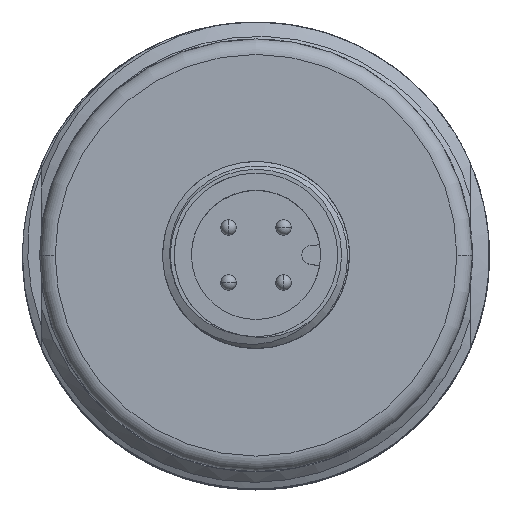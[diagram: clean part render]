
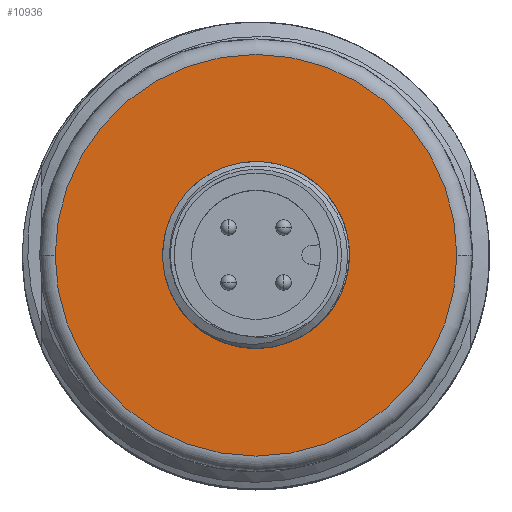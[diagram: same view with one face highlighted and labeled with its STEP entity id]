
A CAD part, top view. The second image highlights one B-rep face of the part: STEP entity #10936.
In plain terms, the highlighted planar face has unit normal (0, 0, 1).
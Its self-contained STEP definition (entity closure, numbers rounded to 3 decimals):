
#4239=CARTESIAN_POINT('',(0.,0.,44.));
#4240=DIRECTION('',(0.,0.,1.));
#4241=DIRECTION('',(1.,0.,0.));
#4242=AXIS2_PLACEMENT_3D('',#4239,#4240,#4241);
#4244=CARTESIAN_POINT('',(0.,0.,44.));
#4245=DIRECTION('',(0.,0.,1.));
#4246=DIRECTION('',(-1.,0.,0.));
#4247=AXIS2_PLACEMENT_3D('',#4244,#4245,#4246);
#4249=CARTESIAN_POINT('',(0.,0.,44.));
#4250=DIRECTION('',(0.,0.,1.));
#4251=DIRECTION('',(0.,-1.,0.));
#4252=AXIS2_PLACEMENT_3D('',#4249,#4250,#4251);
#4254=CARTESIAN_POINT('',(0.,0.,44.));
#4255=DIRECTION('',(0.,0.,1.));
#4256=DIRECTION('',(0.,1.,0.));
#4257=AXIS2_PLACEMENT_3D('',#4254,#4255,#4256);
#5832=CARTESIAN_POINT('',(12.9,0.,44.));
#5833=CARTESIAN_POINT('',(-12.9,0.,44.));
#5834=VERTEX_POINT('',#5832);
#5835=VERTEX_POINT('',#5833);
#5840=CARTESIAN_POINT('',(0.,-5.3,44.));
#5841=CARTESIAN_POINT('',(0.,5.3,44.));
#5842=VERTEX_POINT('',#5840);
#5843=VERTEX_POINT('',#5841);
#10920=CARTESIAN_POINT('',(0.,0.,44.));
#10921=DIRECTION('',(0.,0.,1.));
#10922=DIRECTION('',(1.,0.,0.));
#10923=AXIS2_PLACEMENT_3D('',#10920,#10921,#10922);
#10924=PLANE('',#10923);
#10926=ORIENTED_EDGE('',*,*,#10925,.F.);
#10927=ORIENTED_EDGE('',*,*,#10910,.F.);
#10928=EDGE_LOOP('',(#10926,#10927));
#10929=FACE_OUTER_BOUND('',#10928,.F.);
#10931=ORIENTED_EDGE('',*,*,#10930,.T.);
#10933=ORIENTED_EDGE('',*,*,#10932,.T.);
#10934=EDGE_LOOP('',(#10931,#10933));
#10935=FACE_BOUND('',#10934,.F.);
#10936=ADVANCED_FACE('',(#10929,#10935),#10924,.T.);
#4243=CIRCLE('',#4242,12.9);
#4248=CIRCLE('',#4247,12.9);
#4253=CIRCLE('',#4252,5.3);
#4258=CIRCLE('',#4257,5.3);
#10910=EDGE_CURVE('',#5835,#5834,#4248,.T.);
#10925=EDGE_CURVE('',#5834,#5835,#4243,.T.);
#10930=EDGE_CURVE('',#5842,#5843,#4253,.T.);
#10932=EDGE_CURVE('',#5843,#5842,#4258,.T.);
